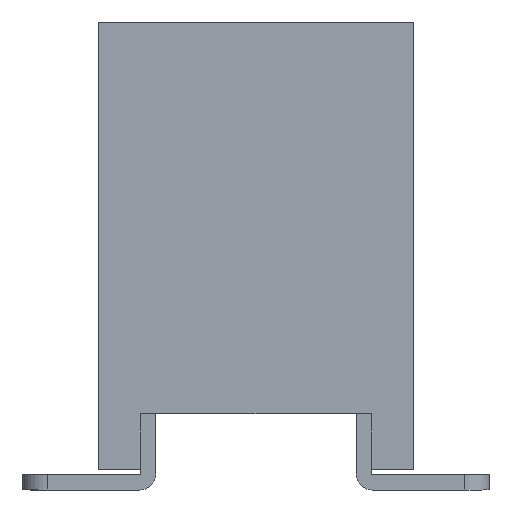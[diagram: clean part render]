
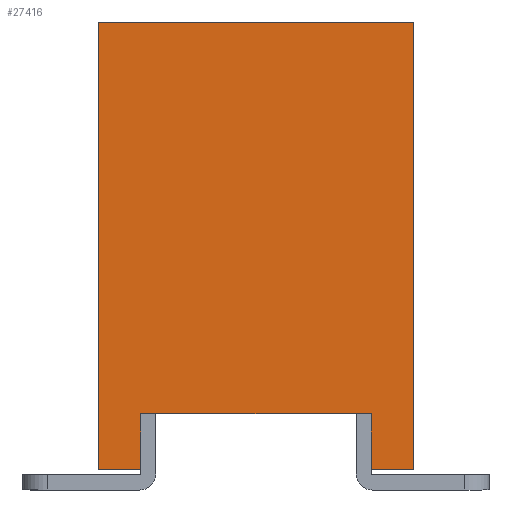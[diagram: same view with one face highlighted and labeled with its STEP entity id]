
A CAD part, left-side view. The second image highlights one B-rep face of the part: STEP entity #27416.
In plain terms, the highlighted face is planar.
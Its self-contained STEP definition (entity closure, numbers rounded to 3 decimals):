
#1150=PLANE('',#30182);
#3815=LINE('',#46760,#6519);
#3859=LINE('',#46809,#6563);
#3864=LINE('',#46820,#6568);
#3868=LINE('',#46829,#6572);
#3870=LINE('',#46833,#6574);
#3873=LINE('',#46837,#6577);
#3874=LINE('',#46839,#6578);
#3875=LINE('',#46840,#6579);
#6519=VECTOR('',#37932,1000.);
#6563=VECTOR('',#37978,1000.);
#6568=VECTOR('',#37985,1000.);
#6572=VECTOR('',#37991,1000.);
#6574=VECTOR('',#37995,1000.);
#6577=VECTOR('',#38000,1000.);
#6578=VECTOR('',#38003,1000.);
#6579=VECTOR('',#38004,1000.);
#14286=ORIENTED_EDGE('',*,*,#18649,.T.);
#14287=ORIENTED_EDGE('',*,*,#18635,.T.);
#14288=ORIENTED_EDGE('',*,*,#18650,.T.);
#14289=ORIENTED_EDGE('',*,*,#18591,.T.);
#14290=ORIENTED_EDGE('',*,*,#18646,.T.);
#14291=ORIENTED_EDGE('',*,*,#18640,.F.);
#14292=ORIENTED_EDGE('',*,*,#18651,.F.);
#14293=ORIENTED_EDGE('',*,*,#18644,.T.);
#18591=EDGE_CURVE('',#21216,#21214,#3815,.T.);
#18635=EDGE_CURVE('',#21220,#21219,#3859,.T.);
#18640=EDGE_CURVE('',#21224,#21225,#3864,.T.);
#18644=EDGE_CURVE('',#21229,#21228,#3868,.T.);
#18646=EDGE_CURVE('',#21214,#21225,#3870,.T.);
#18649=EDGE_CURVE('',#21228,#21220,#3873,.T.);
#18650=EDGE_CURVE('',#21219,#21216,#3874,.T.);
#18651=EDGE_CURVE('',#21229,#21224,#3875,.T.);
#21214=VERTEX_POINT('',#46758);
#21216=VERTEX_POINT('',#46761);
#21219=VERTEX_POINT('',#46808);
#21220=VERTEX_POINT('',#46810);
#21224=VERTEX_POINT('',#46819);
#21225=VERTEX_POINT('',#46821);
#21228=VERTEX_POINT('',#46828);
#21229=VERTEX_POINT('',#46830);
#23776=EDGE_LOOP('',(#14286,#14287,#14288,#14289,#14290,#14291,#14292,#14293));
#25306=FACE_BOUND('',#23776,.T.);
#27416=ADVANCED_FACE('',(#25306),#1150,.T.);
#30182=AXIS2_PLACEMENT_3D('',#46838,#38001,#38002);
#37932=DIRECTION('',(0.,0.,-1.));
#37978=DIRECTION('',(0.,0.,1.));
#37985=DIRECTION('',(0.,0.,-1.));
#37991=DIRECTION('',(0.,0.,-1.));
#37995=DIRECTION('',(0.,1.,0.));
#38000=DIRECTION('',(0.,1.,0.));
#38001=DIRECTION('',(1.,0.,0.));
#38002=DIRECTION('',(0.,0.,-1.));
#38003=DIRECTION('',(0.,1.,0.));
#38004=DIRECTION('',(0.,1.,0.));
#46758=CARTESIAN_POINT('',(6.55,1.135,-2.2));
#46760=CARTESIAN_POINT('',(6.55,1.135,-1.65));
#46761=CARTESIAN_POINT('',(6.55,1.135,-1.65));
#46808=CARTESIAN_POINT('',(6.55,-1.135,-1.65));
#46809=CARTESIAN_POINT('',(6.55,-1.135,-2.2));
#46810=CARTESIAN_POINT('',(6.55,-1.135,-2.2));
#46819=CARTESIAN_POINT('',(6.55,1.55,2.2));
#46820=CARTESIAN_POINT('',(6.55,1.55,2.2));
#46821=CARTESIAN_POINT('',(6.55,1.55,-2.2));
#46828=CARTESIAN_POINT('',(6.55,-1.55,-2.2));
#46829=CARTESIAN_POINT('',(6.55,-1.55,2.2));
#46830=CARTESIAN_POINT('',(6.55,-1.55,2.2));
#46833=CARTESIAN_POINT('',(6.55,-1.55,-2.2));
#46837=CARTESIAN_POINT('',(6.55,-1.55,-2.2));
#46838=CARTESIAN_POINT('',(6.55,-1.55,2.2));
#46839=CARTESIAN_POINT('',(6.55,-1.135,-1.65));
#46840=CARTESIAN_POINT('',(6.55,-1.55,2.2));
